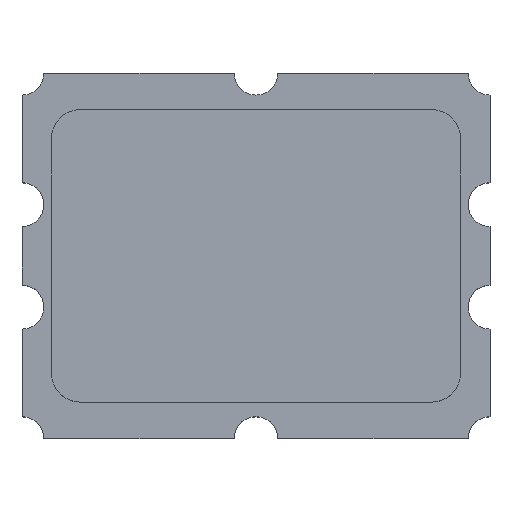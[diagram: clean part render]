
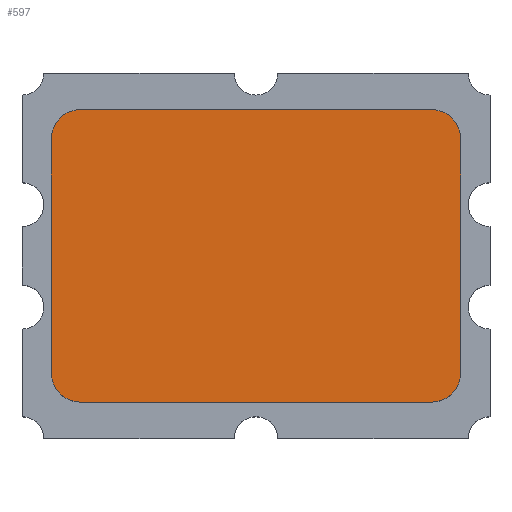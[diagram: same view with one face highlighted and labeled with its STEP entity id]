
A CAD part, top view. The second image highlights one B-rep face of the part: STEP entity #597.
In plain terms, the highlighted planar face has unit normal (0, 0, 1).
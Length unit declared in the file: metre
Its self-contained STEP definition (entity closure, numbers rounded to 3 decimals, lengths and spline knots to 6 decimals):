
#50=CIRCLE('',#853,0.0002);
#51=CIRCLE('',#855,0.0002);
#52=CIRCLE('',#856,0.0002);
#53=CIRCLE('',#857,0.0002);
#138=ORIENTED_EDGE('',*,*,#278,.F.);
#139=ORIENTED_EDGE('',*,*,#284,.F.);
#140=ORIENTED_EDGE('',*,*,#285,.F.);
#141=ORIENTED_EDGE('',*,*,#286,.T.);
#142=ORIENTED_EDGE('',*,*,#287,.T.);
#143=ORIENTED_EDGE('',*,*,#288,.F.);
#144=ORIENTED_EDGE('',*,*,#281,.T.);
#145=ORIENTED_EDGE('',*,*,#283,.T.);
#278=EDGE_CURVE('',#354,#355,#394,.T.);
#281=EDGE_CURVE('',#357,#356,#397,.T.);
#283=EDGE_CURVE('',#356,#355,#50,.T.);
#284=EDGE_CURVE('',#358,#354,#51,.T.);
#285=EDGE_CURVE('',#359,#358,#399,.T.);
#286=EDGE_CURVE('',#359,#360,#52,.T.);
#287=EDGE_CURVE('',#360,#361,#400,.T.);
#288=EDGE_CURVE('',#357,#361,#53,.T.);
#354=VERTEX_POINT('',#1167);
#355=VERTEX_POINT('',#1169);
#356=VERTEX_POINT('',#1173);
#357=VERTEX_POINT('',#1175);
#358=VERTEX_POINT('',#1181);
#359=VERTEX_POINT('',#1183);
#360=VERTEX_POINT('',#1185);
#361=VERTEX_POINT('',#1187);
#394=LINE('',#1168,#450);
#397=LINE('',#1174,#453);
#399=LINE('',#1182,#455);
#400=LINE('',#1186,#456);
#450=VECTOR('',#977,1.);
#453=VECTOR('',#982,1.);
#455=VECTOR('',#992,1.);
#456=VECTOR('',#995,1.);
#486=EDGE_LOOP('',(#138,#139,#140,#141,#142,#143,#144,#145));
#518=FACE_BOUND('',#486,.T.);
#545=PLANE('',#854);
#597=ADVANCED_FACE('',(#518),#545,.T.);
#853=AXIS2_PLACEMENT_3D('',#1178,#986,#987);
#854=AXIS2_PLACEMENT_3D('',#1179,#988,#989);
#855=AXIS2_PLACEMENT_3D('',#1180,#990,#991);
#856=AXIS2_PLACEMENT_3D('',#1184,#993,#994);
#857=AXIS2_PLACEMENT_3D('',#1188,#996,#997);
#977=DIRECTION('',(0.,1.,0.));
#982=DIRECTION('',(-1.,0.,0.));
#986=DIRECTION('',(0.,0.,1.));
#987=DIRECTION('',(1.,0.,0.));
#988=DIRECTION('',(0.,0.,1.));
#989=DIRECTION('',(1.,0.,0.));
#990=DIRECTION('',(0.,0.,-1.));
#991=DIRECTION('',(1.,0.,0.));
#992=DIRECTION('',(-1.,0.,0.));
#993=DIRECTION('',(0.,0.,1.));
#994=DIRECTION('',(-1.,0.,0.));
#995=DIRECTION('',(0.,1.,0.));
#996=DIRECTION('',(0.,0.,-1.));
#997=DIRECTION('',(-1.,0.,0.));
#1167=CARTESIAN_POINT('',(-0.0014,-0.0008,0.001));
#1168=CARTESIAN_POINT('',(-0.0014,0.0004,0.001));
#1169=CARTESIAN_POINT('',(-0.0014,0.0008,0.001));
#1173=CARTESIAN_POINT('',(-0.0012,0.001,0.001));
#1174=CARTESIAN_POINT('',(-0.0006,0.001,0.001));
#1175=CARTESIAN_POINT('',(0.0012,0.001,0.001));
#1178=CARTESIAN_POINT('',(-0.0012,0.0008,0.001));
#1179=CARTESIAN_POINT('',(-0.0008,0.000625,0.001));
#1180=CARTESIAN_POINT('',(-0.0012,-0.0008,0.001));
#1181=CARTESIAN_POINT('',(-0.0012,-0.001,0.001));
#1182=CARTESIAN_POINT('',(-0.0006,-0.001,0.001));
#1183=CARTESIAN_POINT('',(0.0012,-0.001,0.001));
#1184=CARTESIAN_POINT('',(0.0012,-0.0008,0.001));
#1185=CARTESIAN_POINT('',(0.0014,-0.0008,0.001));
#1186=CARTESIAN_POINT('',(0.0014,0.0004,0.001));
#1187=CARTESIAN_POINT('',(0.0014,0.0008,0.001));
#1188=CARTESIAN_POINT('',(0.0012,0.0008,0.001));
